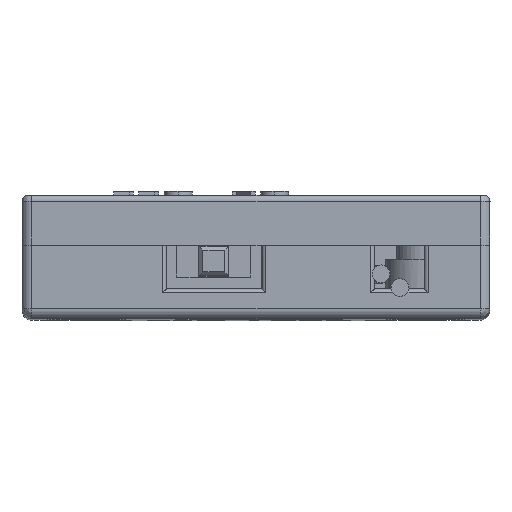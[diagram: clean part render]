
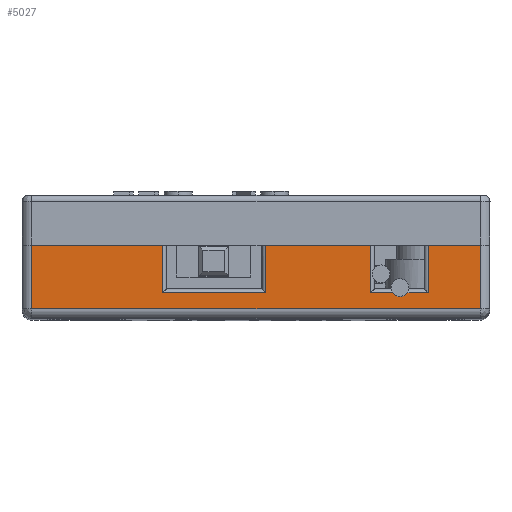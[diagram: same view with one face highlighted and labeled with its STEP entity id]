
A CAD part, top view. The second image highlights one B-rep face of the part: STEP entity #5027.
In plain terms, the highlighted face is planar.
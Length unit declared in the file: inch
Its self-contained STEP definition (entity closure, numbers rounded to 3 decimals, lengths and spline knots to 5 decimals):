
#214 = DIRECTION ( 'NONE',  ( 0., -1., 0. ) ) ;
#502 = ORIENTED_EDGE ( 'NONE', *, *, #8007, .F. ) ;
#823 = EDGE_LOOP ( 'NONE', ( #22867, #4486, #16313, #14344, #7963, #502, #2720, #22789, #20402, #24655, #4400, #14946 ) ) ;
#1124 = CARTESIAN_POINT ( 'NONE',  ( -0.99409, 0.17717, 0.44291 ) ) ;
#1553 = CARTESIAN_POINT ( 'NONE',  ( -0.99409, 0.14567, 0.22638 ) ) ;
#1842 = DIRECTION ( 'NONE',  ( 0., 0., 1. ) ) ;
#1993 = CARTESIAN_POINT ( 'NONE',  ( -0.99409, 0.14567, -0.4626 ) ) ;
#2061 = PLANE ( 'NONE',  #19506 ) ;
#2226 = VECTOR ( 'NONE', #14928, 39.37008 ) ;
#2460 = VERTEX_POINT ( 'NONE', #1553 ) ;
#2720 = ORIENTED_EDGE ( 'NONE', *, *, #22125, .F. ) ;
#2879 = EDGE_CURVE ( 'NONE', #18922, #6020, #8415, .T. ) ;
#2892 = EDGE_CURVE ( 'NONE', #6967, #12996, #13554, .T. ) ;
#2908 = CARTESIAN_POINT ( 'NONE',  ( -0.99409, 0.17717, -0.18504 ) ) ;
#3064 = CARTESIAN_POINT ( 'NONE',  ( -0.99409, 0.17717, 0.34055 ) ) ;
#3249 = CARTESIAN_POINT ( 'NONE',  ( -0.99409, 0.05118, -0.4626 ) ) ;
#3347 = VERTEX_POINT ( 'NONE', #24621 ) ;
#4329 = EDGE_CURVE ( 'NONE', #3347, #4679, #23530, .T. ) ;
#4400 = ORIENTED_EDGE ( 'NONE', *, *, #20682, .F. ) ;
#4486 = ORIENTED_EDGE ( 'NONE', *, *, #24454, .F. ) ;
#4679 = VERTEX_POINT ( 'NONE', #8225 ) ;
#4967 = LINE ( 'NONE', #23521, #15334 ) ;
#5027 = ADVANCED_FACE ( 'NONE', ( #18054 ), #2061, .F. ) ;
#5119 = CARTESIAN_POINT ( 'NONE',  ( -0.99409, 0.14567, 0.34055 ) ) ;
#5229 = DIRECTION ( 'NONE',  ( 0., 1., 0. ) ) ;
#6020 = VERTEX_POINT ( 'NONE', #24143 ) ;
#6362 = VECTOR ( 'NONE', #16846, 39.37008 ) ;
#6921 = DIRECTION ( 'NONE',  ( 0., 1., 0. ) ) ;
#6967 = VERTEX_POINT ( 'NONE', #24975 ) ;
#7128 = LINE ( 'NONE', #2908, #16249 ) ;
#7171 = CARTESIAN_POINT ( 'NONE',  ( -0.99409, 0.14567, -0.4626 ) ) ;
#7205 = VECTOR ( 'NONE', #1842, 39.37008 ) ;
#7228 = DIRECTION ( 'NONE',  ( 0., 0., 1. ) ) ;
#7284 = CARTESIAN_POINT ( 'NONE',  ( -0.99409, 0.17717, 0.01969 ) ) ;
#7620 = VERTEX_POINT ( 'NONE', #19338 ) ;
#7963 = ORIENTED_EDGE ( 'NONE', *, *, #23203, .F. ) ;
#8007 = EDGE_CURVE ( 'NONE', #7620, #2460, #21851, .T. ) ;
#8225 = CARTESIAN_POINT ( 'NONE',  ( -0.99409, 0.05118, 0.34055 ) ) ;
#8231 = VERTEX_POINT ( 'NONE', #15744 ) ;
#8414 = VECTOR ( 'NONE', #19317, 39.37008 ) ;
#8415 = LINE ( 'NONE', #1124, #18751 ) ;
#8467 = LINE ( 'NONE', #3064, #12376 ) ;
#9777 = VECTOR ( 'NONE', #14140, 39.37008 ) ;
#9915 = DIRECTION ( 'NONE',  ( 1., 0., 0. ) ) ;
#10756 = DIRECTION ( 'NONE',  ( 0., -1., 0. ) ) ;
#11887 = VERTEX_POINT ( 'NONE', #16338 ) ;
#12207 = CARTESIAN_POINT ( 'NONE',  ( -0.99409, 0.01969, -0.4626 ) ) ;
#12376 = VECTOR ( 'NONE', #6921, 39.37008 ) ;
#12834 = CARTESIAN_POINT ( 'NONE',  ( -0.99409, 0.05118, 0.01969 ) ) ;
#12982 = CARTESIAN_POINT ( 'NONE',  ( -0.99409, 0.05118, -0.4626 ) ) ;
#12996 = VERTEX_POINT ( 'NONE', #20827 ) ;
#13554 = LINE ( 'NONE', #20325, #23281 ) ;
#13742 = CARTESIAN_POINT ( 'NONE',  ( -0.99409, 0.17717, -0.4626 ) ) ;
#14140 = DIRECTION ( 'NONE',  ( 0., 0., -1. ) ) ;
#14344 = ORIENTED_EDGE ( 'NONE', *, *, #4329, .F. ) ;
#14760 = DIRECTION ( 'NONE',  ( 0., -1., 0. ) ) ;
#14917 = LINE ( 'NONE', #12207, #9777 ) ;
#14928 = DIRECTION ( 'NONE',  ( 0., 0., 1. ) ) ;
#14946 = ORIENTED_EDGE ( 'NONE', *, *, #17073, .F. ) ;
#15334 = VECTOR ( 'NONE', #214, 39.37008 ) ;
#15398 = CARTESIAN_POINT ( 'NONE',  ( -0.99409, 0.17717, -0.44291 ) ) ;
#15460 = LINE ( 'NONE', #12982, #20020 ) ;
#15744 = CARTESIAN_POINT ( 'NONE',  ( -0.99409, 0.05118, -0.18504 ) ) ;
#16249 = VECTOR ( 'NONE', #10756, 39.37008 ) ;
#16313 = ORIENTED_EDGE ( 'NONE', *, *, #23874, .F. ) ;
#16338 = CARTESIAN_POINT ( 'NONE',  ( -0.99409, 0.01969, -0.44291 ) ) ;
#16846 = DIRECTION ( 'NONE',  ( 0., 0., 1. ) ) ;
#17073 = EDGE_CURVE ( 'NONE', #6020, #11887, #14917, .T. ) ;
#18054 = FACE_OUTER_BOUND ( 'NONE', #823, .T. ) ;
#18132 = LINE ( 'NONE', #15398, #8414 ) ;
#18751 = VECTOR ( 'NONE', #14760, 39.37008 ) ;
#18922 = VERTEX_POINT ( 'NONE', #23739 ) ;
#19317 = DIRECTION ( 'NONE',  ( 0., 1., 0. ) ) ;
#19338 = CARTESIAN_POINT ( 'NONE',  ( -0.99409, 0.14567, 0.01969 ) ) ;
#19491 = EDGE_CURVE ( 'NONE', #8231, #25130, #15460, .T. ) ;
#19506 = AXIS2_PLACEMENT_3D ( 'NONE', #13742, #9915, #23499 ) ;
#19613 = VECTOR ( 'NONE', #5229, 39.37008 ) ;
#20020 = VECTOR ( 'NONE', #7228, 39.37008 ) ;
#20215 = LINE ( 'NONE', #7284, #19613 ) ;
#20325 = CARTESIAN_POINT ( 'NONE',  ( -0.99409, 0.14567, -0.4626 ) ) ;
#20402 = ORIENTED_EDGE ( 'NONE', *, *, #22004, .F. ) ;
#20682 = EDGE_CURVE ( 'NONE', #11887, #6967, #18132, .T. ) ;
#20827 = CARTESIAN_POINT ( 'NONE',  ( -0.99409, 0.14567, -0.18504 ) ) ;
#21851 = LINE ( 'NONE', #7171, #6362 ) ;
#22004 = EDGE_CURVE ( 'NONE', #12996, #8231, #7128, .T. ) ;
#22094 = LINE ( 'NONE', #1993, #7205 ) ;
#22125 = EDGE_CURVE ( 'NONE', #25130, #7620, #20215, .T. ) ;
#22272 = DIRECTION ( 'NONE',  ( 0., 0., 1. ) ) ;
#22789 = ORIENTED_EDGE ( 'NONE', *, *, #19491, .F. ) ;
#22867 = ORIENTED_EDGE ( 'NONE', *, *, #2879, .F. ) ;
#23203 = EDGE_CURVE ( 'NONE', #2460, #3347, #4967, .T. ) ;
#23281 = VECTOR ( 'NONE', #22272, 39.37008 ) ;
#23499 = DIRECTION ( 'NONE',  ( 0., 0., -1. ) ) ;
#23521 = CARTESIAN_POINT ( 'NONE',  ( -0.99409, 0.17717, 0.22638 ) ) ;
#23530 = LINE ( 'NONE', #3249, #2226 ) ;
#23739 = CARTESIAN_POINT ( 'NONE',  ( -0.99409, 0.14567, 0.44291 ) ) ;
#23874 = EDGE_CURVE ( 'NONE', #4679, #23908, #8467, .T. ) ;
#23908 = VERTEX_POINT ( 'NONE', #5119 ) ;
#24143 = CARTESIAN_POINT ( 'NONE',  ( -0.99409, 0.01969, 0.44291 ) ) ;
#24454 = EDGE_CURVE ( 'NONE', #23908, #18922, #22094, .T. ) ;
#24621 = CARTESIAN_POINT ( 'NONE',  ( -0.99409, 0.05118, 0.22638 ) ) ;
#24655 = ORIENTED_EDGE ( 'NONE', *, *, #2892, .F. ) ;
#24975 = CARTESIAN_POINT ( 'NONE',  ( -0.99409, 0.14567, -0.44291 ) ) ;
#25130 = VERTEX_POINT ( 'NONE', #12834 ) ;
